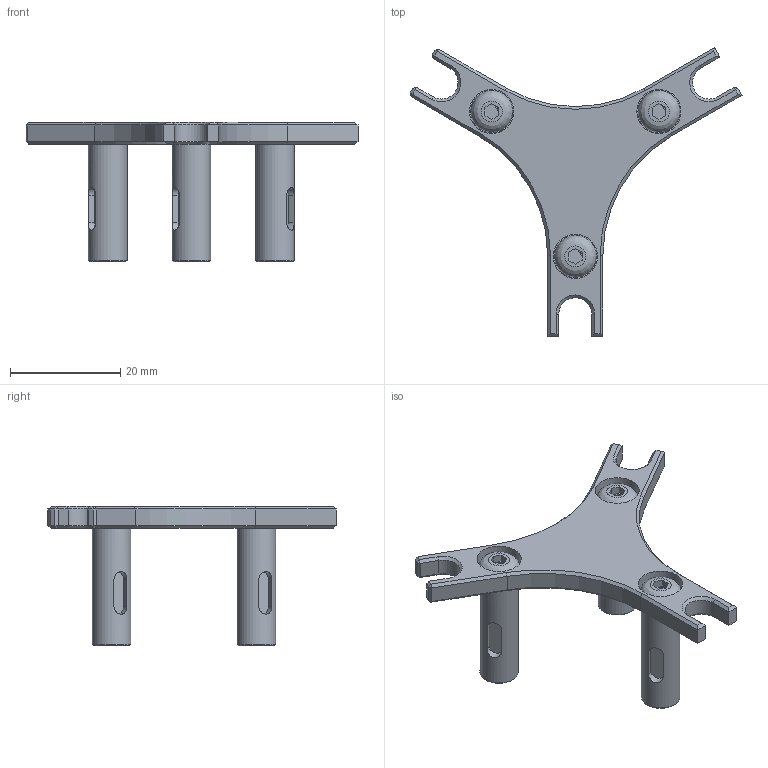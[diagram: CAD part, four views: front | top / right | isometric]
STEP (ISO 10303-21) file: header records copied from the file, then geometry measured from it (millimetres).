
FILE_DESCRIPTION(/* description */ ('ASSIEME PRESSORE PZP 64'),/* implementation_level */ '2;1');
FILE_NAME(/* name */ 'PZP-64-P.stp',/* time_stamp */ '2019-11-04T15:31:08+01:00',/* author */ ('Tecnico'),/* organization */ (''),/* preprocessor_version */ 'ST-DEVELOPER v17',/* originating_system */ 'Autodesk Inventor 2019',/* authorisation */ '1');
FILE_SCHEMA (('AUTOMOTIVE_DESIGN { 1 0 10303 214 3 1 1 }'));
Length unit declared in the file: millimetre
Products named in the file (4): PZP-64-P-1; ISO 7380-1 - M4 x 6; PZP-64-PRESSORE; PZP-64-PERNO-PRESSORE
Assembly tree (7 placements, depth 2):
  PZP-64-P-1
    ISO 7380-1 - M4 x 6  x3
    PZP-64-PRESSORE
    PZP-64-PERNO-PRESSORE  x3
Bounding box: 60.18 x 52.33 x 25.3 mm (x, y, z)
Volume: 5417.1 mm3; surface area: 5783.5 mm2
Topology: 7 solids, 7 shells, 194 faces, 454 edges, 289 vertices
Faces by surface type: plane 122, cylinder 36, cone 30, torus 3, bspline 3
Full cylindrical faces by diameter (mm): 3.242 x3, 3.4 x3, 4 x3, 5 x3, 5.2 x3, 7 x3, 7.6 x3, 8 x3
Entity records: 3808 total; most frequent: CARTESIAN_POINT 690, DIRECTION 639, ORIENTED_EDGE 588, EDGE_CURVE 294, AXIS2_PLACEMENT_3D 216, LINE 207, VECTOR 207, VERTEX_POINT 179
